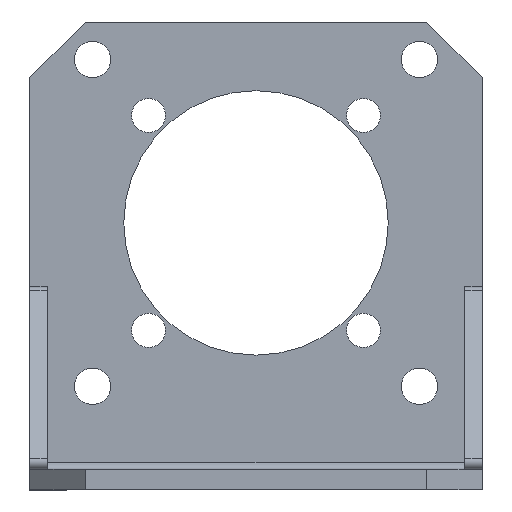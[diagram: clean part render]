
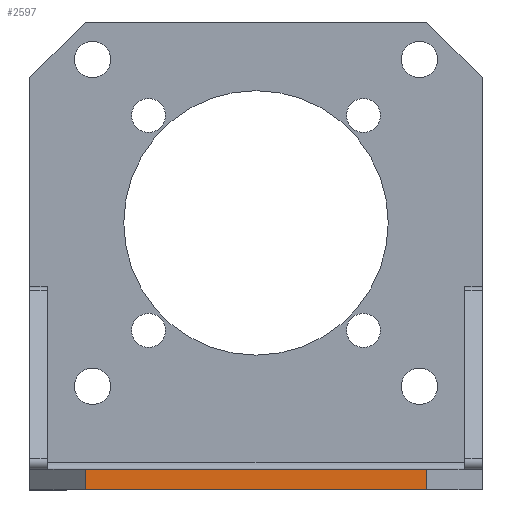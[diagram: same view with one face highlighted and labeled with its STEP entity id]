
A CAD part, front view. The second image highlights one B-rep face of the part: STEP entity #2597.
In plain terms, the highlighted planar face has unit normal (0, -1, 0).
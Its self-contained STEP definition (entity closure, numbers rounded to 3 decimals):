
#552 = PLANE('',#553);
#553 = AXIS2_PLACEMENT_3D('',#554,#555,#556);
#554 = CARTESIAN_POINT('',(-32.625,0.,0.
    ));
#555 = DIRECTION('',(0.,0.,-1.));
#556 = DIRECTION('',(0.,-1.,0.));
#718 = VERTEX_POINT('',#719);
#719 = CARTESIAN_POINT('',(24.625,-68.9,0.));
#733 = PLANE('',#734);
#734 = AXIS2_PLACEMENT_3D('',#735,#736,#737);
#735 = CARTESIAN_POINT('',(28.625,-64.9,0.));
#736 = DIRECTION('',(0.707,-0.707,0.)
  );
#737 = DIRECTION('',(0.,0.,-1.));
#745 = EDGE_CURVE('',#746,#718,#748,.T.);
#746 = VERTEX_POINT('',#747);
#747 = CARTESIAN_POINT('',(-24.625,-68.9,0.));
#748 = SURFACE_CURVE('',#749,(#753,#760),.PCURVE_S1.);
#749 = LINE('',#750,#751);
#750 = CARTESIAN_POINT('',(-32.625,-68.9,0.));
#751 = VECTOR('',#752,1.);
#752 = DIRECTION('',(1.,0.,0.));
#753 = PCURVE('',#552,#754);
#754 = DEFINITIONAL_REPRESENTATION('',(#755),#759);
#755 = LINE('',#756,#757);
#756 = CARTESIAN_POINT('',(68.9,0.));
#757 = VECTOR('',#758,1.);
#758 = DIRECTION('',(0.,-1.));
#759 = ( GEOMETRIC_REPRESENTATION_CONTEXT(2) 
PARAMETRIC_REPRESENTATION_CONTEXT() REPRESENTATION_CONTEXT('2D SPACE',''
  ) );
#760 = PCURVE('',#761,#766);
#761 = PLANE('',#762);
#762 = AXIS2_PLACEMENT_3D('',#763,#764,#765);
#763 = CARTESIAN_POINT('',(-32.625,-68.9,0.));
#764 = DIRECTION('',(0.,-1.,0.));
#765 = DIRECTION('',(0.,0.,1.));
#766 = DEFINITIONAL_REPRESENTATION('',(#767),#771);
#767 = LINE('',#768,#769);
#768 = CARTESIAN_POINT('',(0.,0.));
#769 = VECTOR('',#770,1.);
#770 = DIRECTION('',(0.,-1.));
#771 = ( GEOMETRIC_REPRESENTATION_CONTEXT(2) 
PARAMETRIC_REPRESENTATION_CONTEXT() REPRESENTATION_CONTEXT('2D SPACE',''
  ) );
#787 = PLANE('',#788);
#788 = AXIS2_PLACEMENT_3D('',#789,#790,#791);
#789 = CARTESIAN_POINT('',(-28.625,-64.9,0.));
#790 = DIRECTION('',(0.707,0.707,0.)
  );
#791 = DIRECTION('',(0.,0.,-1.));
#1657 = EDGE_CURVE('',#746,#1658,#1660,.T.);
#1658 = VERTEX_POINT('',#1659);
#1659 = CARTESIAN_POINT('',(-24.625,-68.9,3.));
#1660 = SURFACE_CURVE('',#1661,(#1665,#1672),.PCURVE_S1.);
#1661 = LINE('',#1662,#1663);
#1662 = CARTESIAN_POINT('',(-24.625,-68.9,0.));
#1663 = VECTOR('',#1664,1.);
#1664 = DIRECTION('',(0.,0.,1.));
#1665 = PCURVE('',#787,#1666);
#1666 = DEFINITIONAL_REPRESENTATION('',(#1667),#1671);
#1667 = LINE('',#1668,#1669);
#1668 = CARTESIAN_POINT('',(0.,-5.657));
#1669 = VECTOR('',#1670,1.);
#1670 = DIRECTION('',(-1.,0.));
#1671 = ( GEOMETRIC_REPRESENTATION_CONTEXT(2) 
PARAMETRIC_REPRESENTATION_CONTEXT() REPRESENTATION_CONTEXT('2D SPACE',''
  ) );
#1672 = PCURVE('',#761,#1673);
#1673 = DEFINITIONAL_REPRESENTATION('',(#1674),#1678);
#1674 = LINE('',#1675,#1676);
#1675 = CARTESIAN_POINT('',(0.,-8.));
#1676 = VECTOR('',#1677,1.);
#1677 = DIRECTION('',(1.,0.));
#1678 = ( GEOMETRIC_REPRESENTATION_CONTEXT(2) 
PARAMETRIC_REPRESENTATION_CONTEXT() REPRESENTATION_CONTEXT('2D SPACE',''
  ) );
#1696 = PLANE('',#1697);
#1697 = AXIS2_PLACEMENT_3D('',#1698,#1699,#1700);
#1698 = CARTESIAN_POINT('',(-32.625,-3.,3.));
#1699 = DIRECTION('',(0.,0.,-1.));
#1700 = DIRECTION('',(0.,-1.,0.));
#1954 = VERTEX_POINT('',#1955);
#1955 = CARTESIAN_POINT('',(24.625,-68.9,3.));
#1976 = EDGE_CURVE('',#1658,#1954,#1977,.T.);
#1977 = SURFACE_CURVE('',#1978,(#1982,#1989),.PCURVE_S1.);
#1978 = LINE('',#1979,#1980);
#1979 = CARTESIAN_POINT('',(-32.625,-68.9,3.));
#1980 = VECTOR('',#1981,1.);
#1981 = DIRECTION('',(1.,0.,0.));
#1982 = PCURVE('',#1696,#1983);
#1983 = DEFINITIONAL_REPRESENTATION('',(#1984),#1988);
#1984 = LINE('',#1985,#1986);
#1985 = CARTESIAN_POINT('',(65.9,0.));
#1986 = VECTOR('',#1987,1.);
#1987 = DIRECTION('',(0.,-1.));
#1988 = ( GEOMETRIC_REPRESENTATION_CONTEXT(2) 
PARAMETRIC_REPRESENTATION_CONTEXT() REPRESENTATION_CONTEXT('2D SPACE',''
  ) );
#1989 = PCURVE('',#761,#1990);
#1990 = DEFINITIONAL_REPRESENTATION('',(#1991),#1995);
#1991 = LINE('',#1992,#1993);
#1992 = CARTESIAN_POINT('',(3.,0.));
#1993 = VECTOR('',#1994,1.);
#1994 = DIRECTION('',(0.,-1.));
#1995 = ( GEOMETRIC_REPRESENTATION_CONTEXT(2) 
PARAMETRIC_REPRESENTATION_CONTEXT() REPRESENTATION_CONTEXT('2D SPACE',''
  ) );
#2597 = ADVANCED_FACE('',(#2598),#761,.T.);
#2598 = FACE_BOUND('',#2599,.T.);
#2599 = EDGE_LOOP('',(#2600,#2601,#2622,#2623));
#2600 = ORIENTED_EDGE('',*,*,#745,.T.);
#2601 = ORIENTED_EDGE('',*,*,#2602,.T.);
#2602 = EDGE_CURVE('',#718,#1954,#2603,.T.);
#2603 = SURFACE_CURVE('',#2604,(#2608,#2615),.PCURVE_S1.);
#2604 = LINE('',#2605,#2606);
#2605 = CARTESIAN_POINT('',(24.625,-68.9,0.));
#2606 = VECTOR('',#2607,1.);
#2607 = DIRECTION('',(0.,0.,1.));
#2608 = PCURVE('',#761,#2609);
#2609 = DEFINITIONAL_REPRESENTATION('',(#2610),#2614);
#2610 = LINE('',#2611,#2612);
#2611 = CARTESIAN_POINT('',(0.,-57.25));
#2612 = VECTOR('',#2613,1.);
#2613 = DIRECTION('',(1.,0.));
#2614 = ( GEOMETRIC_REPRESENTATION_CONTEXT(2) 
PARAMETRIC_REPRESENTATION_CONTEXT() REPRESENTATION_CONTEXT('2D SPACE',''
  ) );
#2615 = PCURVE('',#733,#2616);
#2616 = DEFINITIONAL_REPRESENTATION('',(#2617),#2621);
#2617 = LINE('',#2618,#2619);
#2618 = CARTESIAN_POINT('',(0.,-5.657));
#2619 = VECTOR('',#2620,1.);
#2620 = DIRECTION('',(-1.,0.));
#2621 = ( GEOMETRIC_REPRESENTATION_CONTEXT(2) 
PARAMETRIC_REPRESENTATION_CONTEXT() REPRESENTATION_CONTEXT('2D SPACE',''
  ) );
#2622 = ORIENTED_EDGE('',*,*,#1976,.F.);
#2623 = ORIENTED_EDGE('',*,*,#1657,.F.);
